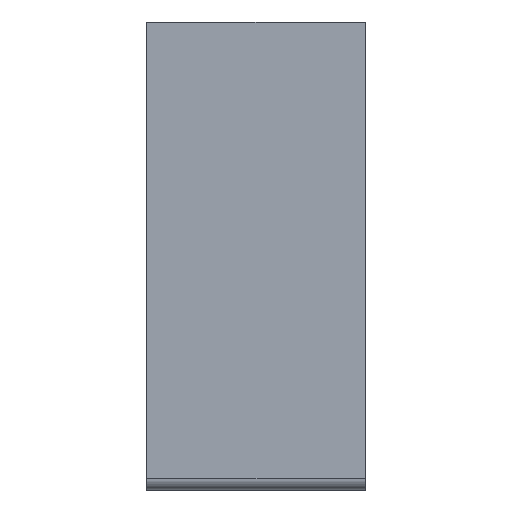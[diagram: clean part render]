
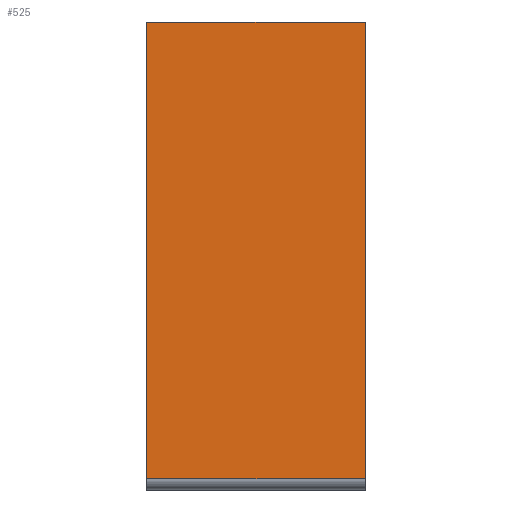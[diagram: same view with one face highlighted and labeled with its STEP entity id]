
A CAD part, front view. The second image highlights one B-rep face of the part: STEP entity #525.
In plain terms, the highlighted planar face has unit normal (0, -1, 0).
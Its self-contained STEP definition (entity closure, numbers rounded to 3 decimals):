
#37 = VERTEX_POINT ( 'NONE', #1886 ) ;
#484 = ORIENTED_EDGE ( 'NONE', *, *, #3667, .T. ) ;
#525 = ADVANCED_FACE ( 'NONE', ( #3593 ), #2484, .T. ) ;
#558 = LINE ( 'NONE', #2730, #988 ) ;
#728 = EDGE_CURVE ( 'NONE', #1705, #3373, #1987, .T. ) ;
#893 = ORIENTED_EDGE ( 'NONE', *, *, #728, .F. ) ;
#988 = VECTOR ( 'NONE', #2746, 1000. ) ;
#1052 = CARTESIAN_POINT ( 'NONE',  ( -76.693, 0., 4. ) ) ;
#1338 = VECTOR ( 'NONE', #3078, 1000. ) ;
#1358 = AXIS2_PLACEMENT_3D ( 'NONE', #2834, #2805, #2527 ) ;
#1451 = CARTESIAN_POINT ( 'NONE',  ( -76.693, 0., 164.102 ) ) ;
#1512 = CARTESIAN_POINT ( 'NONE',  ( -37.729, 0., 164.102 ) ) ;
#1518 = ORIENTED_EDGE ( 'NONE', *, *, #2270, .F. ) ;
#1705 = VERTEX_POINT ( 'NONE', #1451 ) ;
#1769 = CARTESIAN_POINT ( 'NONE',  ( 0., 0., 4. ) ) ;
#1886 = CARTESIAN_POINT ( 'NONE',  ( -76.693, 0., 4. ) ) ;
#1987 = LINE ( 'NONE', #1512, #2794 ) ;
#2270 = EDGE_CURVE ( 'NONE', #3373, #3419, #2741, .T. ) ;
#2484 = PLANE ( 'NONE',  #1358 ) ;
#2505 = LINE ( 'NONE', #1052, #1338 ) ;
#2527 = DIRECTION ( 'NONE',  ( 1., 0., 0. ) ) ;
#2579 = EDGE_CURVE ( 'NONE', #37, #1705, #558, .T. ) ;
#2730 = CARTESIAN_POINT ( 'NONE',  ( -76.693, 0., 81.9 ) ) ;
#2741 = LINE ( 'NONE', #3460, #3445 ) ;
#2746 = DIRECTION ( 'NONE',  ( 0., 0., 1. ) ) ;
#2794 = VECTOR ( 'NONE', #3224, 1000. ) ;
#2805 = DIRECTION ( 'NONE',  ( 0., -1., 0. ) ) ;
#2834 = CARTESIAN_POINT ( 'NONE',  ( -37.729, 0., 81.9 ) ) ;
#3078 = DIRECTION ( 'NONE',  ( 1., 0., 0. ) ) ;
#3224 = DIRECTION ( 'NONE',  ( 1., 0., 0. ) ) ;
#3229 = CARTESIAN_POINT ( 'NONE',  ( 0., 0., 164.102 ) ) ;
#3373 = VERTEX_POINT ( 'NONE', #3229 ) ;
#3419 = VERTEX_POINT ( 'NONE', #1769 ) ;
#3445 = VECTOR ( 'NONE', #3766, 1000. ) ;
#3460 = CARTESIAN_POINT ( 'NONE',  ( 0., 0., 81.9 ) ) ;
#3462 = ORIENTED_EDGE ( 'NONE', *, *, #2579, .F. ) ;
#3501 = EDGE_LOOP ( 'NONE', ( #3462, #484, #1518, #893 ) ) ;
#3593 = FACE_OUTER_BOUND ( 'NONE', #3501, .T. ) ;
#3667 = EDGE_CURVE ( 'NONE', #37, #3419, #2505, .T. ) ;
#3766 = DIRECTION ( 'NONE',  ( 0., 0., -1. ) ) ;
